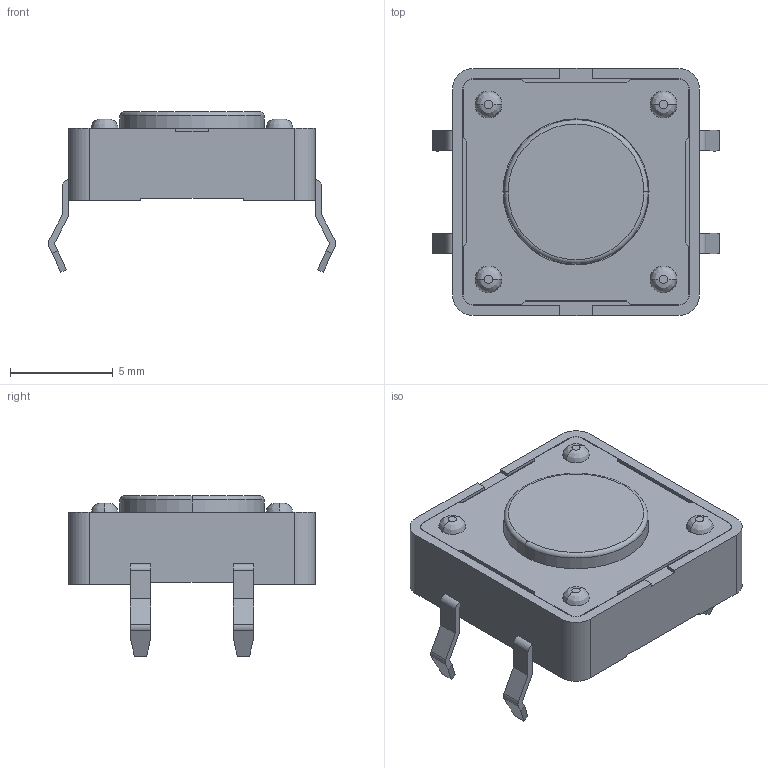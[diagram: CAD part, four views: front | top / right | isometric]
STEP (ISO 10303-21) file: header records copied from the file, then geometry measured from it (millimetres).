
FILE_DESCRIPTION(('STEP AP214'),'1');
FILE_NAME('43652.stp','2014-10-28T17:11:04',('TraceParts'),('TraceParts S.A.'),'XStep 1.0',' ',' ');
FILE_SCHEMA(('automotive_design'));
Length unit declared in the file: millimetre
Products named in the file (4): Assem1|frame;frame; Assem1|cover;cover; Assem1|pins;pins; Assem1|pins-1;pins
Bounding box: 13.98 x 12 x 7.79 mm (x, y, z)
Volume: 535.2 mm3; surface area: 752.3 mm2
Topology: 4 solids, 4 shells, 175 faces, 472 edges, 314 vertices
Faces by surface type: plane 105, cylinder 60, bspline 8, torus 2
Entity records: 11105 total; most frequent: CARTESIAN_POINT 1205, STYLED_ITEM 961, PRESENTATION_STYLE_ASSIGNMENT 961, COLOUR_RGB 961, DIRECTION 946, ORIENTED_EDGE 944, EDGE_CURVE 472, CURVE_STYLE 472
